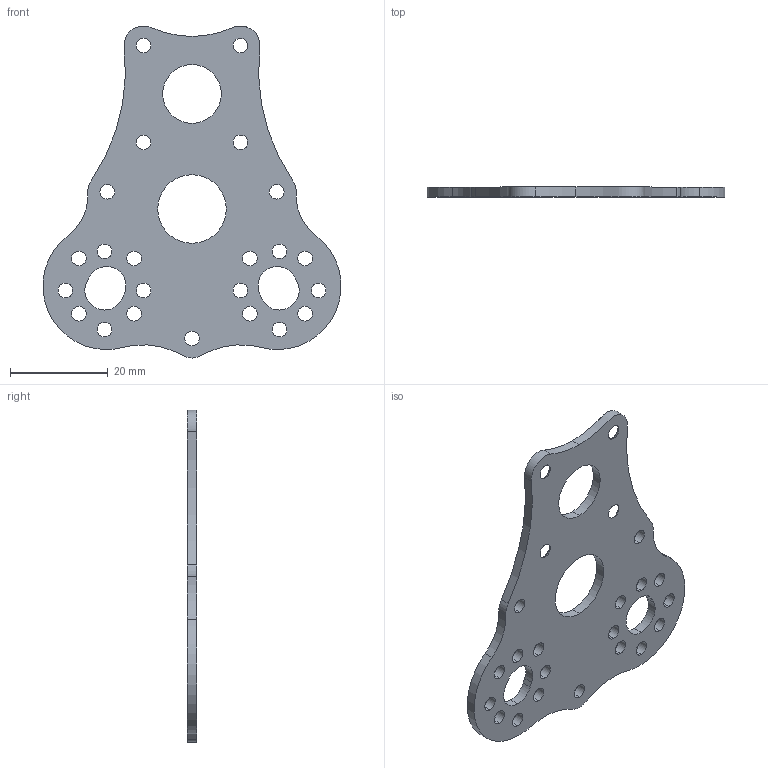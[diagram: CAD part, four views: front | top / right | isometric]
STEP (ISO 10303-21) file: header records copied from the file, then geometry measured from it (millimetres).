
FILE_DESCRIPTION (( 'STEP AP203' ), '1' );
FILE_NAME ('jitou2.STEP', '2021-07-24T13:27:59', ( '' ), ( '' ), 'SwSTEP 2.0', 'SolidWorks 2018', '' );
FILE_SCHEMA (( 'CONFIG_CONTROL_DESIGN' ));
Length unit declared in the file: inch
Products named in the file (1): jitou2
Bounding box: 60.91 x 2 x 67.89 mm (x, y, z)
Volume: 4267.8 mm3; surface area: 5502.2 mm2
Topology: 1 solids, 1 shells, 80 faces, 238 edges, 158 vertices
Faces by surface type: cylinder 66, bspline 8, plane 6
Entity records: 2990 total; most frequent: CARTESIAN_POINT 565, DIRECTION 520, ORIENTED_EDGE 476, EDGE_CURVE 238, AXIS2_PLACEMENT_3D 221, VERTEX_POINT 158, CIRCLE 148, EDGE_LOOP 132
